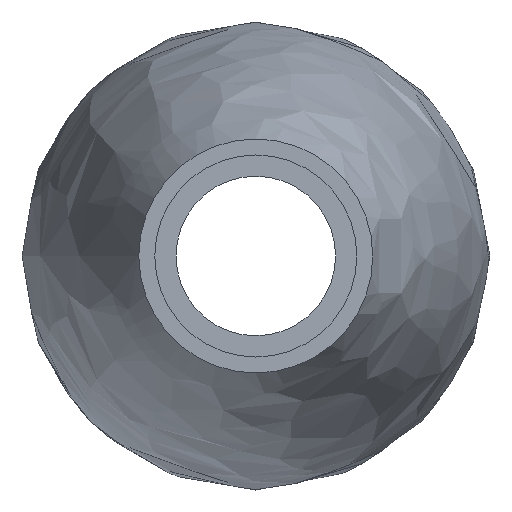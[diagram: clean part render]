
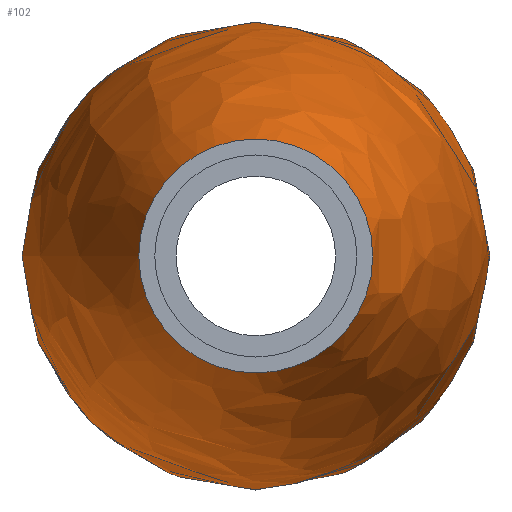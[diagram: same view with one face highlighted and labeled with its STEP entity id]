
A CAD part, left-side view. The second image highlights one B-rep face of the part: STEP entity #102.
In plain terms, the highlighted free-form (B-spline) face has degree [2, 2] with [3, 9] control points.
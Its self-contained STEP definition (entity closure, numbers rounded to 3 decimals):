
#15=ELLIPSE('',#136,97.,48.5);
#16=(
BOUNDED_SURFACE()
B_SPLINE_SURFACE(2,2,((#193,#194,#195,#196,#197,#198,#199,#200,#201),(#202,
#203,#204,#205,#206,#207,#208,#209,#210),(#211,#212,#213,#214,#215,#216,
#217,#218,#219)),.UNSPECIFIED.,.F.,.T.,.F.)
B_SPLINE_SURFACE_WITH_KNOTS((3,3),(3,2,2,2,3),(-2.258,-0.884),
(0.,1.571,3.142,4.712,6.283),
 .UNSPECIFIED.)
GEOMETRIC_REPRESENTATION_ITEM()
RATIONAL_B_SPLINE_SURFACE(((1.,0.707,1.,0.707,1.,
0.707,1.,0.707,1.),(0.773,0.547,
0.773,0.547,0.773,0.547,0.773,
0.547,0.773),(1.,0.707,1.,0.707,
1.,0.707,1.,0.707,1.)))
REPRESENTATION_ITEM('')
SURFACE()
);
#33=FACE_OUTER_BOUND('',#46,.T.);
#46=EDGE_LOOP('',(#86,#87,#88,#89));
#57=CIRCLE('',#137,11.);
#58=CIRCLE('',#138,11.);
#65=VERTEX_POINT('',#220);
#66=VERTEX_POINT('',#221);
#73=EDGE_CURVE('',#65,#66,#15,.T.);
#74=EDGE_CURVE('',#65,#65,#57,.T.);
#75=EDGE_CURVE('',#66,#66,#58,.T.);
#86=ORIENTED_EDGE('',*,*,#73,.F.);
#87=ORIENTED_EDGE('',*,*,#74,.T.);
#88=ORIENTED_EDGE('',*,*,#73,.T.);
#89=ORIENTED_EDGE('',*,*,#75,.F.);
#102=ADVANCED_FACE('',(#33),#16,.T.);
#136=AXIS2_PLACEMENT_3D('',#222,#165,#166);
#137=AXIS2_PLACEMENT_3D('',#223,#167,#168);
#138=AXIS2_PLACEMENT_3D('',#224,#169,#170);
#165=DIRECTION('center_axis',(0.,0.,-1.));
#166=DIRECTION('ref_axis',(-1.,0.,0.));
#167=DIRECTION('center_axis',(1.,0.,0.));
#168=DIRECTION('ref_axis',(0.,0.,-1.));
#169=DIRECTION('center_axis',(1.,0.,0.));
#170=DIRECTION('ref_axis',(0.,0.,-1.));
#193=CARTESIAN_POINT('Ctrl Pts',(61.514,37.5,0.));
#194=CARTESIAN_POINT('Ctrl Pts',(61.514,37.5,11.));
#195=CARTESIAN_POINT('Ctrl Pts',(61.514,26.5,11.));
#196=CARTESIAN_POINT('Ctrl Pts',(61.514,15.5,11.));
#197=CARTESIAN_POINT('Ctrl Pts',(61.514,15.5,0.));
#198=CARTESIAN_POINT('Ctrl Pts',(61.514,15.5,-11.));
#199=CARTESIAN_POINT('Ctrl Pts',(61.514,26.5,-11.));
#200=CARTESIAN_POINT('Ctrl Pts',(61.514,37.5,-11.));
#201=CARTESIAN_POINT('Ctrl Pts',(61.514,37.5,0.));
#202=CARTESIAN_POINT('Ctrl Pts',(0.,62.727,
0.));
#203=CARTESIAN_POINT('Ctrl Pts',(0.,62.727,
36.227));
#204=CARTESIAN_POINT('Ctrl Pts',(0.,26.5,36.227));
#205=CARTESIAN_POINT('Ctrl Pts',(0.,-9.727,
36.227));
#206=CARTESIAN_POINT('Ctrl Pts',(0.,-9.727,
0.));
#207=CARTESIAN_POINT('Ctrl Pts',(0.,-9.727,
-36.227));
#208=CARTESIAN_POINT('Ctrl Pts',(0.,26.5,-36.227));
#209=CARTESIAN_POINT('Ctrl Pts',(0.,62.727,
-36.227));
#210=CARTESIAN_POINT('Ctrl Pts',(0.,62.727,
0.));
#211=CARTESIAN_POINT('Ctrl Pts',(-61.514,37.5,0.));
#212=CARTESIAN_POINT('Ctrl Pts',(-61.514,37.5,11.));
#213=CARTESIAN_POINT('Ctrl Pts',(-61.514,26.5,11.));
#214=CARTESIAN_POINT('Ctrl Pts',(-61.514,15.5,11.));
#215=CARTESIAN_POINT('Ctrl Pts',(-61.514,15.5,0.));
#216=CARTESIAN_POINT('Ctrl Pts',(-61.514,15.5,-11.));
#217=CARTESIAN_POINT('Ctrl Pts',(-61.514,26.5,-11.));
#218=CARTESIAN_POINT('Ctrl Pts',(-61.514,37.5,-11.));
#219=CARTESIAN_POINT('Ctrl Pts',(-61.514,37.5,0.));
#220=CARTESIAN_POINT('',(-61.514,37.5,0.));
#221=CARTESIAN_POINT('',(61.514,37.5,0.));
#222=CARTESIAN_POINT('Origin',(0.,0.,0.));
#223=CARTESIAN_POINT('Origin',(-61.514,26.5,0.));
#224=CARTESIAN_POINT('Origin',(61.514,26.5,0.));
